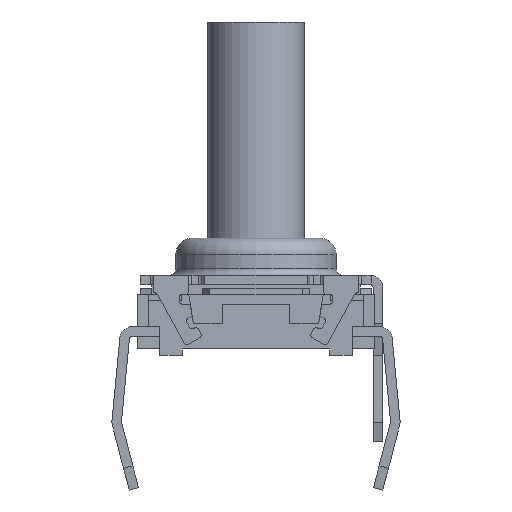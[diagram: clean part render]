
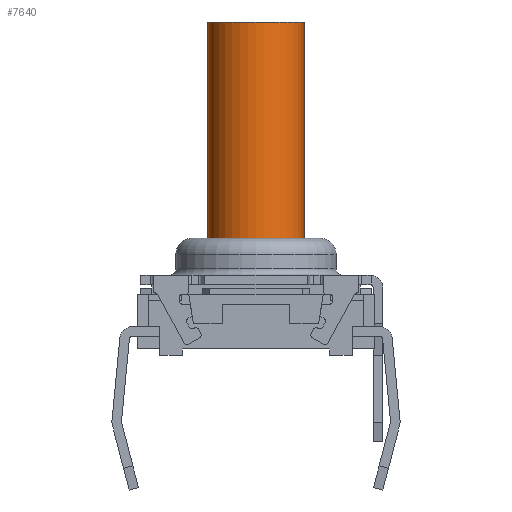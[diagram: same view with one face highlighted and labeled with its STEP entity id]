
A CAD part, front view. The second image highlights one B-rep face of the part: STEP entity #7640.
In plain terms, the highlighted cylindrical face has radius 1.5 mm (diameter 3 mm), a full revolution.
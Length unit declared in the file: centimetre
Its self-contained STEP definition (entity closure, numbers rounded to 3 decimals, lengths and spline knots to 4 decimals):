
#33=CYLINDRICAL_SURFACE('',#8097,0.15);
#183=FACE_OUTER_BOUND('',#606,.T.);
#606=EDGE_LOOP('',(#5205,#5206,#5207,#5208));
#999=CIRCLE('',#8092,0.15);
#1002=CIRCLE('',#8098,0.15);
#1274=LINE('',#11075,#2217);
#2217=VECTOR('',#8896,0.15);
#3143=VERTEX_POINT('',#11063);
#3146=VERTEX_POINT('',#11073);
#3935=EDGE_CURVE('',#3143,#3143,#999,.T.);
#3939=EDGE_CURVE('',#3146,#3146,#1002,.T.);
#3940=EDGE_CURVE('',#3146,#3143,#1274,.T.);
#5205=ORIENTED_EDGE('',*,*,#3939,.T.);
#5206=ORIENTED_EDGE('',*,*,#3940,.T.);
#5207=ORIENTED_EDGE('',*,*,#3935,.F.);
#5208=ORIENTED_EDGE('',*,*,#3940,.F.);
#7640=ADVANCED_FACE('',(#183),#33,.T.);
#8092=AXIS2_PLACEMENT_3D('',#11064,#8881,#8882);
#8097=AXIS2_PLACEMENT_3D('',#11072,#8892,#8893);
#8098=AXIS2_PLACEMENT_3D('',#11074,#8894,#8895);
#8881=DIRECTION('center_axis',(0.,0.,
-1.));
#8882=DIRECTION('ref_axis',(-1.,0.,0.));
#8892=DIRECTION('center_axis',(0.,0.,
1.));
#8893=DIRECTION('ref_axis',(-1.,0.,0.));
#8894=DIRECTION('center_axis',(0.,0.,
-1.));
#8895=DIRECTION('ref_axis',(-1.,0.,0.));
#8896=DIRECTION('',(0.,0.,-1.));
#11063=CARTESIAN_POINT('',(0.15,0.,0.315));
#11064=CARTESIAN_POINT('Origin',(0.,0.,
0.315));
#11072=CARTESIAN_POINT('Origin',(0.,0.,
0.315));
#11073=CARTESIAN_POINT('',(0.15,0.,1.02));
#11074=CARTESIAN_POINT('Origin',(0.,0.,
1.02));
#11075=CARTESIAN_POINT('',(0.15,0.,0.315));
